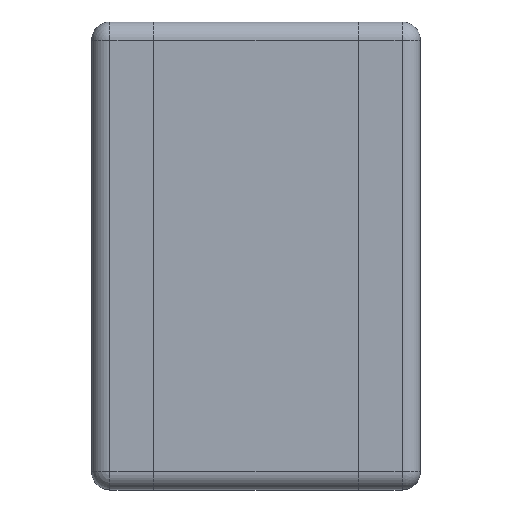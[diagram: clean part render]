
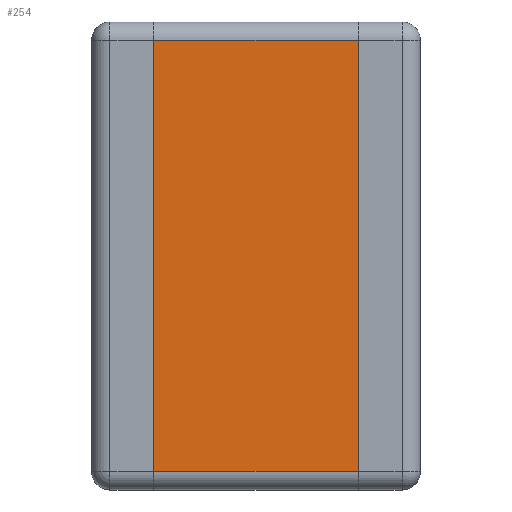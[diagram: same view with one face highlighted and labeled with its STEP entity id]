
A CAD part, top view. The second image highlights one B-rep face of the part: STEP entity #254.
In plain terms, the highlighted planar face has unit normal (0, 0, 1).
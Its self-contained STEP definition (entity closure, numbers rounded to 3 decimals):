
#13=DIRECTION('',(0.,0.,1.));
#14=DIRECTION('',(1.,0.,0.));
#34=VECTOR('',#14,1.);
#46=DIRECTION('',(0.,1.,0.));
#95=VERTEX_POINT('',#96);
#96=CARTESIAN_POINT('',(-1.4,-2.95,3.2));
#101=ORIENTED_EDGE('',*,*,#102,.T.);
#102=EDGE_CURVE('',#95,#103,#105,.T.);
#103=VERTEX_POINT('',#104);
#104=CARTESIAN_POINT('',(1.4,-2.95,3.2));
#105=LINE('',#96,#34);
#223=VECTOR('',#46,1.);
#254=ADVANCED_FACE('',(#255),#272,.T.);
#255=FACE_BOUND('',#256,.T.);
#256=EDGE_LOOP('',(#257,#101,#263,#269));
#257=ORIENTED_EDGE('',*,*,#258,.F.);
#258=EDGE_CURVE('',#95,#259,#261,.T.);
#259=VERTEX_POINT('',#260);
#260=CARTESIAN_POINT('',(-1.4,2.95,3.2));
#261=LINE('',#262,#223);
#262=CARTESIAN_POINT('',(-1.4,-3.2,3.2));
#263=ORIENTED_EDGE('',*,*,#264,.T.);
#264=EDGE_CURVE('',#103,#265,#267,.T.);
#265=VERTEX_POINT('',#266);
#266=CARTESIAN_POINT('',(1.4,2.95,3.2));
#267=LINE('',#268,#223);
#268=CARTESIAN_POINT('',(1.4,-3.2,3.2));
#269=ORIENTED_EDGE('',*,*,#270,.F.);
#270=EDGE_CURVE('',#259,#265,#271,.T.);
#271=LINE('',#260,#34);
#272=PLANE('',#273);
#273=AXIS2_PLACEMENT_3D('',#262,#13,#14);
